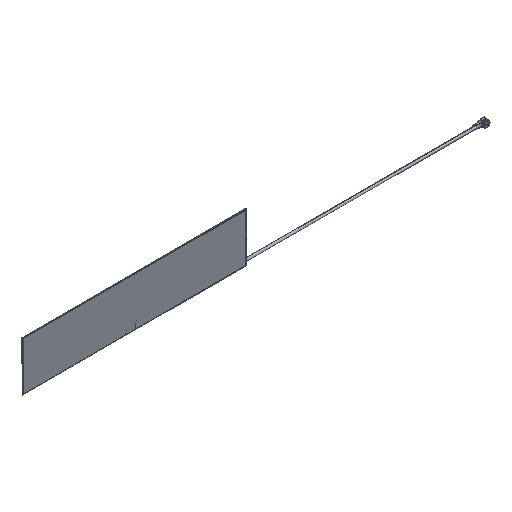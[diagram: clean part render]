
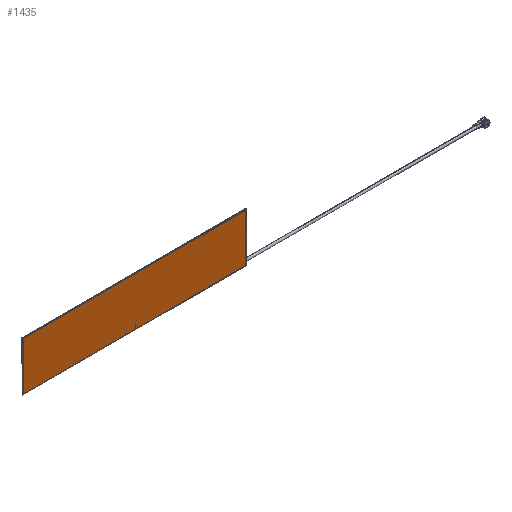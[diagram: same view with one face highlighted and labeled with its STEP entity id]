
A CAD part, isometric view. The second image highlights one B-rep face of the part: STEP entity #1435.
In plain terms, the highlighted planar face has unit normal (0, -1, 0).
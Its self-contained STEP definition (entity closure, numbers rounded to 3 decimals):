
#117 = CARTESIAN_POINT ( 'NONE',  ( -0.254, -0.356, 17.755 ) ) ;
#213 = VECTOR ( 'NONE', #1323, 1000. ) ;
#215 = ORIENTED_EDGE ( 'NONE', *, *, #785, .T. ) ;
#277 = ORIENTED_EDGE ( 'NONE', *, *, #3236, .T. ) ;
#351 = VERTEX_POINT ( 'NONE', #1202 ) ;
#493 = CARTESIAN_POINT ( 'NONE',  ( -94.742, -0.356, 17.755 ) ) ;
#545 = VERTEX_POINT ( 'NONE', #2442 ) ;
#555 = LINE ( 'NONE', #3546, #1815 ) ;
#666 = CARTESIAN_POINT ( 'NONE',  ( -0.254, -0.356, -2.743 ) ) ;
#755 = ORIENTED_EDGE ( 'NONE', *, *, #2289, .T. ) ;
#785 = EDGE_CURVE ( 'NONE', #3268, #2907, #1541, .T. ) ;
#1202 = CARTESIAN_POINT ( 'NONE',  ( -94.742, -0.356, -2.743 ) ) ;
#1308 = CARTESIAN_POINT ( 'NONE',  ( -0.254, -0.356, 17.755 ) ) ;
#1323 = DIRECTION ( 'NONE',  ( 0., 0., 1. ) ) ;
#1334 = EDGE_LOOP ( 'NONE', ( #1893, #755, #277, #215 ) ) ;
#1409 = DIRECTION ( 'NONE',  ( 0., 0., -1. ) ) ;
#1435 = ADVANCED_FACE ( 'NONE', ( #3670 ), #2873, .T. ) ;
#1541 = LINE ( 'NONE', #117, #2930 ) ;
#1685 = DIRECTION ( 'NONE',  ( 1., 0., 0. ) ) ;
#1716 = DIRECTION ( 'NONE',  ( 0., -1., 0. ) ) ;
#1775 = DIRECTION ( 'NONE',  ( 0., 0., -1. ) ) ;
#1815 = VECTOR ( 'NONE', #1775, 1000. ) ;
#1853 = DIRECTION ( 'NONE',  ( -1., 0., 0. ) ) ;
#1893 = ORIENTED_EDGE ( 'NONE', *, *, #3786, .T. ) ;
#2003 = VECTOR ( 'NONE', #1685, 1000. ) ;
#2289 = EDGE_CURVE ( 'NONE', #351, #545, #3299, .T. ) ;
#2442 = CARTESIAN_POINT ( 'NONE',  ( -0.254, -0.356, -2.743 ) ) ;
#2636 = AXIS2_PLACEMENT_3D ( 'NONE', #3491, #1716, #1409 ) ;
#2873 = PLANE ( 'NONE',  #2636 ) ;
#2907 = VERTEX_POINT ( 'NONE', #493 ) ;
#2930 = VECTOR ( 'NONE', #1853, 1000. ) ;
#2984 = LINE ( 'NONE', #666, #213 ) ;
#3236 = EDGE_CURVE ( 'NONE', #545, #3268, #2984, .T. ) ;
#3268 = VERTEX_POINT ( 'NONE', #1308 ) ;
#3299 = LINE ( 'NONE', #3727, #2003 ) ;
#3491 = CARTESIAN_POINT ( 'NONE',  ( 0., -0.356, 0. ) ) ;
#3546 = CARTESIAN_POINT ( 'NONE',  ( -94.742, -0.356, 17.755 ) ) ;
#3670 = FACE_OUTER_BOUND ( 'NONE', #1334, .T. ) ;
#3727 = CARTESIAN_POINT ( 'NONE',  ( -94.742, -0.356, -2.743 ) ) ;
#3786 = EDGE_CURVE ( 'NONE', #2907, #351, #555, .T. ) ;
